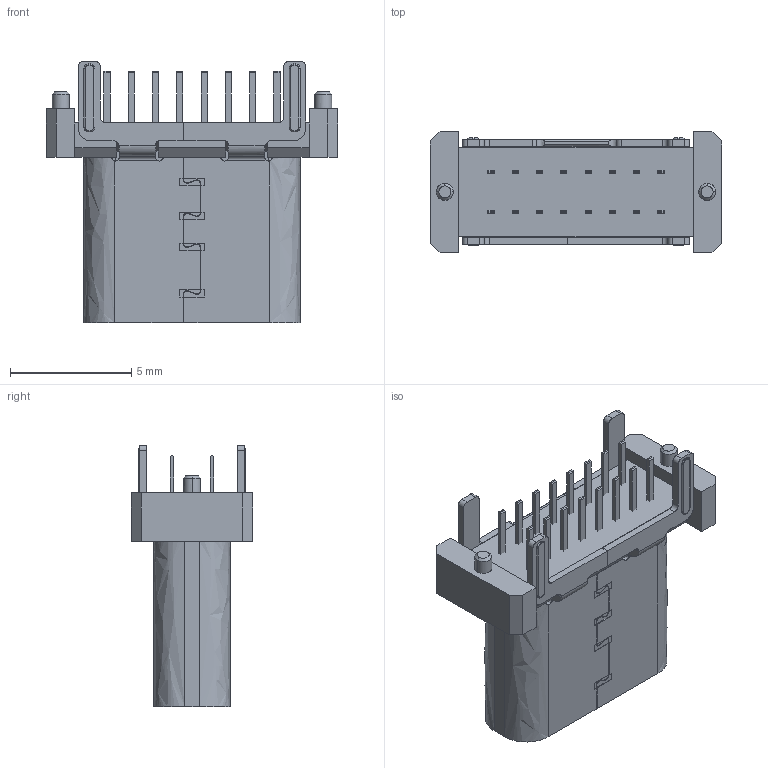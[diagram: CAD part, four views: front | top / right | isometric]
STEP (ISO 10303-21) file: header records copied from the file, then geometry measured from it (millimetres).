
FILE_DESCRIPTION (( 'STEP AP203' ), '1' );
FILE_NAME ('LCK-TCF813-L88YL-G1.STEP', '2025-02-14T08:15:27', ( 'admin' ), ( '' ), 'SwSTEP 2.0', 'SolidWorks 2022', '' );
FILE_SCHEMA (( 'CONFIG_CONTROL_DESIGN' ));
Length unit declared in the file: millimetre
Products named in the file (1): LCK-TCF813-L88YL-G1
Bounding box: 12 x 5 x 10.75 mm (x, y, z)
Volume: 202.3 mm3; surface area: 834.3 mm2
Topology: 19 solids, 19 shells, 910 faces, 2587 edges, 1722 vertices
Faces by surface type: bspline 910
Entity records: 29524 total; most frequent: CARTESIAN_POINT 14295, ORIENTED_EDGE 5174, EDGE_CURVE 2587, B_SPLINE_CURVE_WITH_KNOTS 2285, VERTEX_POINT 1722, EDGE_LOOP 935, FACE_OUTER_BOUND 910, ADVANCED_FACE 910
